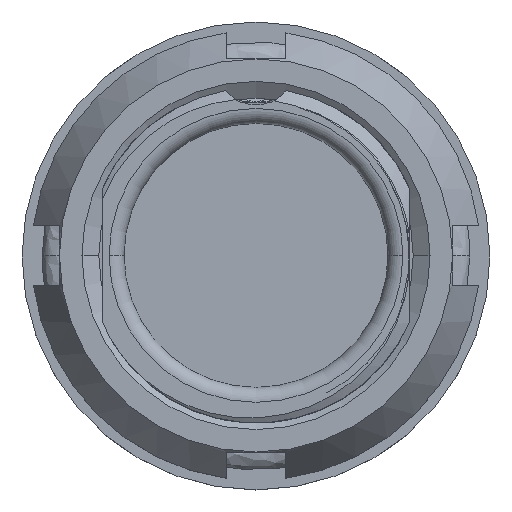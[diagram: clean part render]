
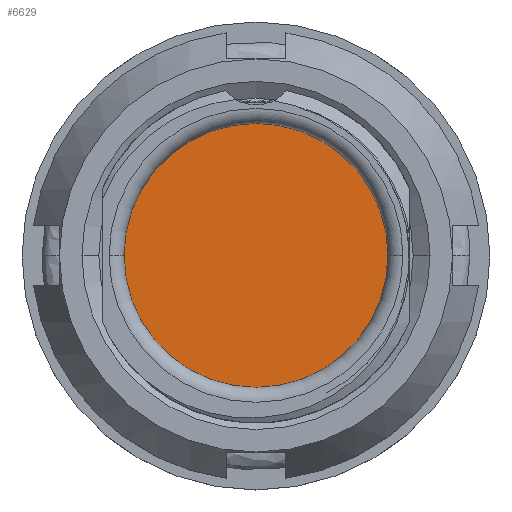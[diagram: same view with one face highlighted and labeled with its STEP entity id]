
A CAD part, top view. The second image highlights one B-rep face of the part: STEP entity #6629.
In plain terms, the highlighted face is planar.
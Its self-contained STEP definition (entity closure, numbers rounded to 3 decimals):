
#626 = CARTESIAN_POINT ( 'NONE',  ( 3.525, 0., 0.4 ) ) ;
#1632 = CIRCLE ( 'NONE', #15500, 3.525 ) ;
#2466 = DIRECTION ( 'NONE',  ( 1., 0., 0. ) ) ;
#2902 = DIRECTION ( 'NONE',  ( 0., 0., 1. ) ) ;
#3539 = ORIENTED_EDGE ( 'NONE', *, *, #12188, .F. ) ;
#4332 = EDGE_LOOP ( 'NONE', ( #3539, #8456 ) ) ;
#4784 = AXIS2_PLACEMENT_3D ( 'NONE', #5203, #15803, #15687 ) ;
#5019 = DIRECTION ( 'NONE',  ( 0., 0., 1. ) ) ;
#5203 = CARTESIAN_POINT ( 'NONE',  ( 0., 0., 0.4 ) ) ;
#5741 = CIRCLE ( 'NONE', #4784, 3.525 ) ;
#6629 = ADVANCED_FACE ( 'NONE', ( #16803 ), #7744, .F. ) ;
#6892 = DIRECTION ( 'NONE',  ( 1., 0., 0. ) ) ;
#7744 = PLANE ( 'NONE',  #13868 ) ;
#8456 = ORIENTED_EDGE ( 'NONE', *, *, #16675, .F. ) ;
#9611 = VERTEX_POINT ( 'NONE', #14532 ) ;
#12188 = EDGE_CURVE ( 'NONE', #13024, #9611, #5741, .T. ) ;
#12944 = CARTESIAN_POINT ( 'NONE',  ( -3.567, -3.567, 0.4 ) ) ;
#13024 = VERTEX_POINT ( 'NONE', #626 ) ;
#13662 = CARTESIAN_POINT ( 'NONE',  ( 0., 0., 0.4 ) ) ;
#13868 = AXIS2_PLACEMENT_3D ( 'NONE', #12944, #5019, #2466 ) ;
#14532 = CARTESIAN_POINT ( 'NONE',  ( -3.525, 0., 0.4 ) ) ;
#15500 = AXIS2_PLACEMENT_3D ( 'NONE', #13662, #2902, #6892 ) ;
#15687 = DIRECTION ( 'NONE',  ( 1., 0., 0. ) ) ;
#15803 = DIRECTION ( 'NONE',  ( 0., 0., 1. ) ) ;
#16675 = EDGE_CURVE ( 'NONE', #9611, #13024, #1632, .T. ) ;
#16803 = FACE_OUTER_BOUND ( 'NONE', #4332, .T. ) ;
